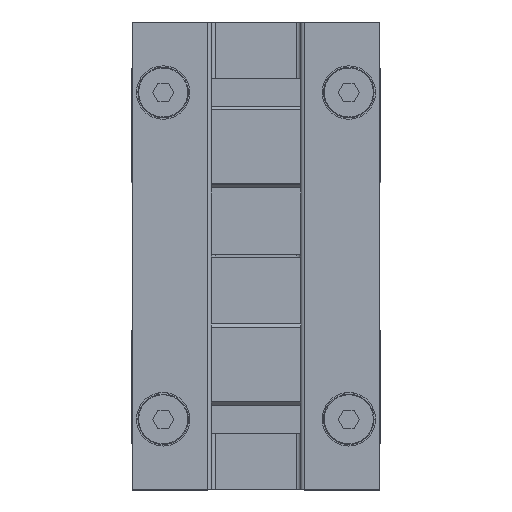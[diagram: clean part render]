
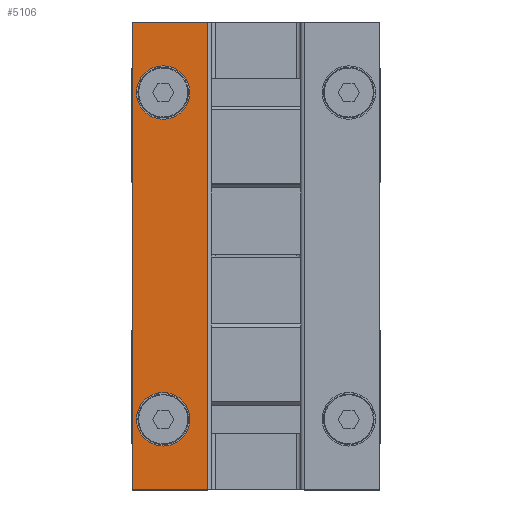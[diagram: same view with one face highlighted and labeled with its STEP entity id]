
A CAD part, top view. The second image highlights one B-rep face of the part: STEP entity #5106.
In plain terms, the highlighted planar face has unit normal (0, 0, 1).
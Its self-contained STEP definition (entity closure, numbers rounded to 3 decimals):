
#5025=AXIS2_PLACEMENT_3D('Plane Axis2P3D',#5022,#5023,#5024) ;
#5040=AXIS2_PLACEMENT_3D('Circle Axis2P3D',#5038,#5039,$) ;
#5049=AXIS2_PLACEMENT_3D('Circle Axis2P3D',#5047,#5048,$) ;
#5056=AXIS2_PLACEMENT_3D('Circle Axis2P3D',#5054,#5055,$) ;
#5063=AXIS2_PLACEMENT_3D('Circle Axis2P3D',#5061,#5062,$) ;
#5074=AXIS2_PLACEMENT_3D('Circle Axis2P3D',#5072,#5073,$) ;
#5083=AXIS2_PLACEMENT_3D('Circle Axis2P3D',#5081,#5082,$) ;
#5090=AXIS2_PLACEMENT_3D('Circle Axis2P3D',#5088,#5089,$) ;
#5097=AXIS2_PLACEMENT_3D('Circle Axis2P3D',#5095,#5096,$) ;
#4310=CARTESIAN_POINT('Line Origine',(-11.55,31.5,0.)) ;
#4314=CARTESIAN_POINT('Vertex',(-6.5,31.5,0.)) ;
#4316=CARTESIAN_POINT('Vertex',(-16.6,31.5,0.)) ;
#4440=CARTESIAN_POINT('Line Origine',(-11.55,-31.5,0.)) ;
#4444=CARTESIAN_POINT('Vertex',(-6.5,-31.5,0.)) ;
#4446=CARTESIAN_POINT('Vertex',(-16.6,-31.5,0.)) ;
#4565=CARTESIAN_POINT('Line Origine',(-16.6,0.,0.)) ;
#5022=CARTESIAN_POINT('Axis2P3D Location',(-6.5,-31.5,0.)) ;
#5027=CARTESIAN_POINT('Line Origine',(-6.5,0.,0.)) ;
#5038=CARTESIAN_POINT('Axis2P3D Location',(-12.5,22.,0.)) ;
#5042=CARTESIAN_POINT('Vertex',(-8.9,22.,0.)) ;
#5044=CARTESIAN_POINT('Vertex',(-12.5,18.4,0.)) ;
#5047=CARTESIAN_POINT('Axis2P3D Location',(-12.5,22.,0.)) ;
#5051=CARTESIAN_POINT('Vertex',(-16.1,22.,0.)) ;
#5054=CARTESIAN_POINT('Axis2P3D Location',(-12.5,22.,0.)) ;
#5058=CARTESIAN_POINT('Vertex',(-12.5,25.6,0.)) ;
#5061=CARTESIAN_POINT('Axis2P3D Location',(-12.5,22.,0.)) ;
#5072=CARTESIAN_POINT('Axis2P3D Location',(-12.5,-22.,0.)) ;
#5076=CARTESIAN_POINT('Vertex',(-8.9,-22.,0.)) ;
#5078=CARTESIAN_POINT('Vertex',(-12.5,-25.6,0.)) ;
#5081=CARTESIAN_POINT('Axis2P3D Location',(-12.5,-22.,0.)) ;
#5085=CARTESIAN_POINT('Vertex',(-16.1,-22.,0.)) ;
#5088=CARTESIAN_POINT('Axis2P3D Location',(-12.5,-22.,0.)) ;
#5092=CARTESIAN_POINT('Vertex',(-12.5,-18.4,0.)) ;
#5095=CARTESIAN_POINT('Axis2P3D Location',(-12.5,-22.,0.)) ;
#4311=DIRECTION('Vector Direction',(-1.,0.,0.)) ;
#4441=DIRECTION('Vector Direction',(-1.,0.,0.)) ;
#4566=DIRECTION('Vector Direction',(0.,1.,0.)) ;
#5023=DIRECTION('Axis2P3D Direction',(0.,0.,-1.)) ;
#5024=DIRECTION('Axis2P3D XDirection',(0.,1.,0.)) ;
#5028=DIRECTION('Vector Direction',(0.,1.,0.)) ;
#5039=DIRECTION('Axis2P3D Direction',(0.,0.,-1.)) ;
#5048=DIRECTION('Axis2P3D Direction',(0.,0.,-1.)) ;
#5055=DIRECTION('Axis2P3D Direction',(0.,0.,-1.)) ;
#5062=DIRECTION('Axis2P3D Direction',(0.,0.,-1.)) ;
#5073=DIRECTION('Axis2P3D Direction',(0.,0.,-1.)) ;
#5082=DIRECTION('Axis2P3D Direction',(0.,0.,-1.)) ;
#5089=DIRECTION('Axis2P3D Direction',(0.,0.,-1.)) ;
#5096=DIRECTION('Axis2P3D Direction',(0.,0.,-1.)) ;
#4312=VECTOR('Line Direction',#4311,1.) ;
#4442=VECTOR('Line Direction',#4441,1.) ;
#4567=VECTOR('Line Direction',#4566,1.) ;
#5029=VECTOR('Line Direction',#5028,1.) ;
#5033=ORIENTED_EDGE('',*,*,#4318,.T.) ;
#5034=ORIENTED_EDGE('',*,*,#4569,.F.) ;
#5035=ORIENTED_EDGE('',*,*,#4448,.F.) ;
#5036=ORIENTED_EDGE('',*,*,#5031,.T.) ;
#5067=ORIENTED_EDGE('',*,*,#5046,.T.) ;
#5068=ORIENTED_EDGE('',*,*,#5053,.T.) ;
#5069=ORIENTED_EDGE('',*,*,#5060,.T.) ;
#5070=ORIENTED_EDGE('',*,*,#5065,.T.) ;
#5101=ORIENTED_EDGE('',*,*,#5080,.T.) ;
#5102=ORIENTED_EDGE('',*,*,#5087,.T.) ;
#5103=ORIENTED_EDGE('',*,*,#5094,.T.) ;
#5104=ORIENTED_EDGE('',*,*,#5099,.T.) ;
#5071=FACE_BOUND('',#5066,.T.) ;
#5105=FACE_BOUND('',#5100,.T.) ;
#5106=ADVANCED_FACE('GPC_25_T03_1357560_TUENKERS',(#5037,#5071,#5105),#5026,.F.) ;
#5041=CIRCLE('generated circle',#5040,3.6) ;
#5050=CIRCLE('generated circle',#5049,3.6) ;
#5057=CIRCLE('generated circle',#5056,3.6) ;
#5064=CIRCLE('generated circle',#5063,3.6) ;
#5075=CIRCLE('generated circle',#5074,3.6) ;
#5084=CIRCLE('generated circle',#5083,3.6) ;
#5091=CIRCLE('generated circle',#5090,3.6) ;
#5098=CIRCLE('generated circle',#5097,3.6) ;
#4318=EDGE_CURVE('',#4315,#4317,#4313,.T.) ;
#4448=EDGE_CURVE('',#4445,#4447,#4443,.T.) ;
#4569=EDGE_CURVE('',#4447,#4317,#4568,.T.) ;
#5031=EDGE_CURVE('',#4445,#4315,#5030,.T.) ;
#5046=EDGE_CURVE('',#5043,#5045,#5041,.T.) ;
#5053=EDGE_CURVE('',#5045,#5052,#5050,.T.) ;
#5060=EDGE_CURVE('',#5052,#5059,#5057,.T.) ;
#5065=EDGE_CURVE('',#5059,#5043,#5064,.T.) ;
#5080=EDGE_CURVE('',#5077,#5079,#5075,.T.) ;
#5087=EDGE_CURVE('',#5079,#5086,#5084,.T.) ;
#5094=EDGE_CURVE('',#5086,#5093,#5091,.T.) ;
#5099=EDGE_CURVE('',#5093,#5077,#5098,.T.) ;
#5032=EDGE_LOOP('',(#5033,#5034,#5035,#5036)) ;
#5066=EDGE_LOOP('',(#5067,#5068,#5069,#5070)) ;
#5100=EDGE_LOOP('',(#5101,#5102,#5103,#5104)) ;
#5037=FACE_OUTER_BOUND('',#5032,.T.) ;
#4313=LINE('Line',#4310,#4312) ;
#4443=LINE('Line',#4440,#4442) ;
#4568=LINE('Line',#4565,#4567) ;
#5030=LINE('Line',#5027,#5029) ;
#5026=PLANE('Plane',#5025) ;
#4315=VERTEX_POINT('',#4314) ;
#4317=VERTEX_POINT('',#4316) ;
#4445=VERTEX_POINT('',#4444) ;
#4447=VERTEX_POINT('',#4446) ;
#5043=VERTEX_POINT('',#5042) ;
#5045=VERTEX_POINT('',#5044) ;
#5052=VERTEX_POINT('',#5051) ;
#5059=VERTEX_POINT('',#5058) ;
#5077=VERTEX_POINT('',#5076) ;
#5079=VERTEX_POINT('',#5078) ;
#5086=VERTEX_POINT('',#5085) ;
#5093=VERTEX_POINT('',#5092) ;
